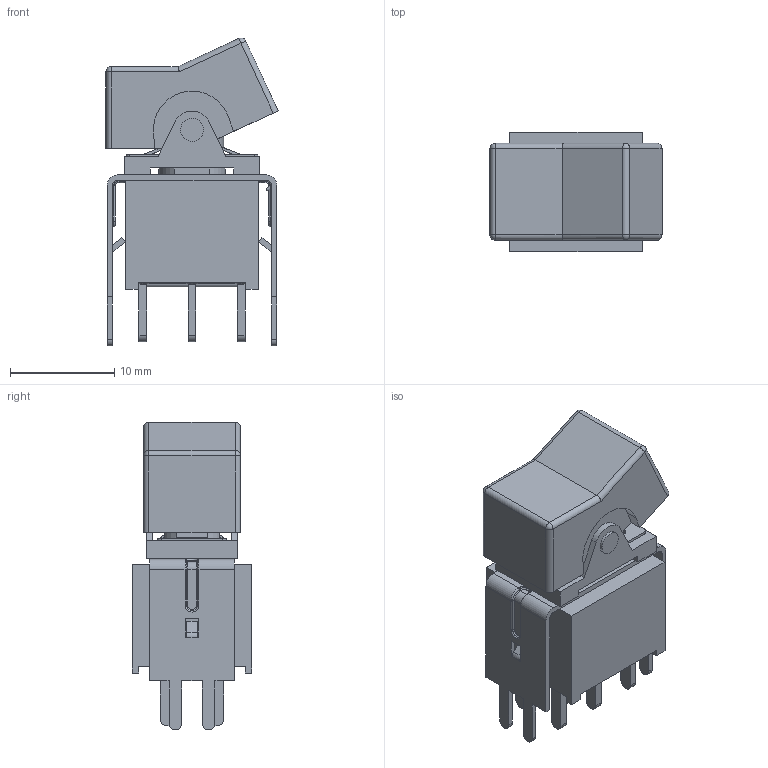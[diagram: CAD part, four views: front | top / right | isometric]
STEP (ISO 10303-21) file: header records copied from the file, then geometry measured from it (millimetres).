
FILE_DESCRIPTION(/* description */ (''),/* implementation_level */ '2;1');
FILE_NAME(/* name */ '300AWDPxJ1xxxVS2xE.stp',/* time_stamp */ '2025-02-14T15:41:59-06:00',/* author */ ('mwilliams'),/* organization */ (''),/* preprocessor_version */ 'ST-DEVELOPER v18.1',/* originating_system */ 'Autodesk Inventor 2022',/* authorisation */ '');
FILE_SCHEMA (('AUTOMOTIVE_DESIGN { 1 0 10303 214 3 1 1 }'));
Length unit declared in the file: inch
Products named in the file (1): 300AWDPxJ1xxxVS2xE
Bounding box: 16.48 x 11.43 x 29.49 mm (x, y, z)
Volume: 2425.3 mm3; surface area: 2791.6 mm2
Topology: 1 solids, 1 shells, 425 faces, 1135 edges, 719 vertices
Faces by surface type: plane 222, cylinder 138, torus 33, bspline 28, sphere 4
Full cylindrical faces by diameter (mm): 2.2 x4
Entity records: 14159 total; most frequent: CARTESIAN_POINT 3653, ORIENTED_EDGE 2258, DIRECTION 2082, EDGE_CURVE 1129, VERTEX_POINT 719, LINE 710, VECTOR 710, AXIS2_PLACEMENT_3D 686
